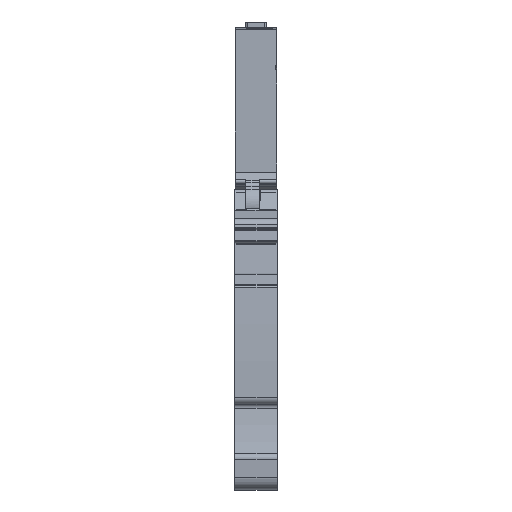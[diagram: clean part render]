
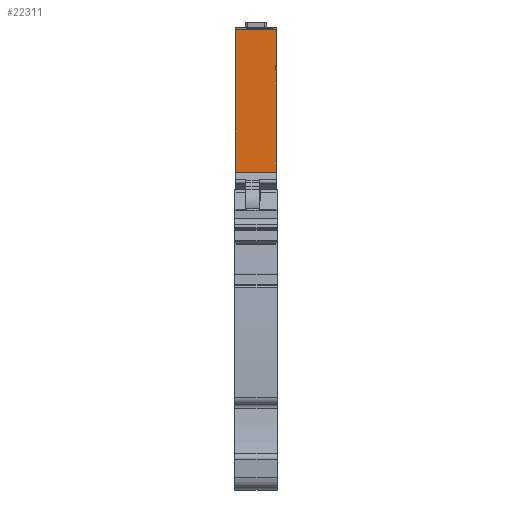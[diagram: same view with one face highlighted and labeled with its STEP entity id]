
A CAD part, front view. The second image highlights one B-rep face of the part: STEP entity #22311.
In plain terms, the highlighted planar face has unit normal (0, -1, 0).
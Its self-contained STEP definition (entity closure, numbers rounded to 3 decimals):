
#22270=AXIS2_PLACEMENT_3D('Plane Axis2P3D',#22267,#22268,#22269) ;
#20139=CARTESIAN_POINT('Vertex',(0.05,21.806,46.144)) ;
#20142=CARTESIAN_POINT('Line Origine',(0.05,21.806,56.52)) ;
#20146=CARTESIAN_POINT('Vertex',(0.05,21.806,66.896)) ;
#20525=CARTESIAN_POINT('Vertex',(6.05,21.806,66.896)) ;
#20528=CARTESIAN_POINT('Line Origine',(6.05,21.806,65.223)) ;
#20532=CARTESIAN_POINT('Vertex',(6.05,21.806,63.55)) ;
#20535=CARTESIAN_POINT('Line Origine',(6.05,21.806,63.5)) ;
#20539=CARTESIAN_POINT('Vertex',(6.05,21.806,63.45)) ;
#20542=CARTESIAN_POINT('Line Origine',(6.05,21.806,62.575)) ;
#20546=CARTESIAN_POINT('Vertex',(6.05,21.806,61.7)) ;
#20679=CARTESIAN_POINT('Vertex',(6.05,21.806,61.)) ;
#20682=CARTESIAN_POINT('Line Origine',(6.05,21.806,57.65)) ;
#20686=CARTESIAN_POINT('Vertex',(6.05,21.806,54.3)) ;
#20689=CARTESIAN_POINT('Line Origine',(6.05,21.806,50.975)) ;
#20693=CARTESIAN_POINT('Vertex',(6.05,21.806,47.65)) ;
#20696=CARTESIAN_POINT('Line Origine',(6.05,21.806,47.571)) ;
#20700=CARTESIAN_POINT('Vertex',(6.05,21.806,47.492)) ;
#20703=CARTESIAN_POINT('Line Origine',(6.05,21.806,46.818)) ;
#20707=CARTESIAN_POINT('Vertex',(6.05,21.806,46.144)) ;
#22250=CARTESIAN_POINT('Line Origine',(3.05,21.806,46.144)) ;
#22267=CARTESIAN_POINT('Axis2P3D Location',(2.9,21.806,47.65)) ;
#22272=CARTESIAN_POINT('Line Origine',(3.05,21.806,66.896)) ;
#22277=CARTESIAN_POINT('Line Origine',(6.,21.806,61.)) ;
#22281=CARTESIAN_POINT('Vertex',(5.95,21.806,61.)) ;
#22284=CARTESIAN_POINT('Line Origine',(5.95,21.806,61.35)) ;
#22288=CARTESIAN_POINT('Vertex',(5.95,21.806,61.7)) ;
#22291=CARTESIAN_POINT('Line Origine',(6.,21.806,61.7)) ;
#20143=DIRECTION('Vector Direction',(0.,0.,-1.)) ;
#20529=DIRECTION('Vector Direction',(0.,0.,-1.)) ;
#20536=DIRECTION('Vector Direction',(0.,0.,-1.)) ;
#20543=DIRECTION('Vector Direction',(0.,0.,1.)) ;
#20683=DIRECTION('Vector Direction',(0.,0.,1.)) ;
#20690=DIRECTION('Vector Direction',(0.,0.,1.)) ;
#20697=DIRECTION('Vector Direction',(0.,0.,-1.)) ;
#20704=DIRECTION('Vector Direction',(0.,0.,-1.)) ;
#22251=DIRECTION('Vector Direction',(1.,0.,0.)) ;
#22268=DIRECTION('Axis2P3D Direction',(0.,1.,0.)) ;
#22269=DIRECTION('Axis2P3D XDirection',(0.,0.,1.)) ;
#22273=DIRECTION('Vector Direction',(1.,0.,0.)) ;
#22278=DIRECTION('Vector Direction',(-1.,0.,0.)) ;
#22285=DIRECTION('Vector Direction',(0.,0.,-1.)) ;
#22292=DIRECTION('Vector Direction',(-1.,0.,0.)) ;
#20144=VECTOR('Line Direction',#20143,1.) ;
#20530=VECTOR('Line Direction',#20529,1.) ;
#20537=VECTOR('Line Direction',#20536,1.) ;
#20544=VECTOR('Line Direction',#20543,1.) ;
#20684=VECTOR('Line Direction',#20683,1.) ;
#20691=VECTOR('Line Direction',#20690,1.) ;
#20698=VECTOR('Line Direction',#20697,1.) ;
#20705=VECTOR('Line Direction',#20704,1.) ;
#22252=VECTOR('Line Direction',#22251,1.) ;
#22274=VECTOR('Line Direction',#22273,1.) ;
#22279=VECTOR('Line Direction',#22278,1.) ;
#22286=VECTOR('Line Direction',#22285,1.) ;
#22293=VECTOR('Line Direction',#22292,1.) ;
#22297=ORIENTED_EDGE('',*,*,#20541,.F.) ;
#22298=ORIENTED_EDGE('',*,*,#20534,.F.) ;
#22299=ORIENTED_EDGE('',*,*,#22276,.T.) ;
#22300=ORIENTED_EDGE('',*,*,#20148,.T.) ;
#22301=ORIENTED_EDGE('',*,*,#22254,.F.) ;
#22302=ORIENTED_EDGE('',*,*,#20709,.F.) ;
#22303=ORIENTED_EDGE('',*,*,#20702,.F.) ;
#22304=ORIENTED_EDGE('',*,*,#20695,.F.) ;
#22305=ORIENTED_EDGE('',*,*,#20688,.F.) ;
#22306=ORIENTED_EDGE('',*,*,#22283,.T.) ;
#22307=ORIENTED_EDGE('',*,*,#22290,.F.) ;
#22308=ORIENTED_EDGE('',*,*,#22295,.F.) ;
#22309=ORIENTED_EDGE('',*,*,#20548,.F.) ;
#22311=ADVANCED_FACE('MLD',(#22310),#22271,.F.) ;
#20148=EDGE_CURVE('',#20147,#20140,#20145,.T.) ;
#20534=EDGE_CURVE('',#20526,#20533,#20531,.T.) ;
#20541=EDGE_CURVE('',#20533,#20540,#20538,.T.) ;
#20548=EDGE_CURVE('',#20540,#20547,#20545,.F.) ;
#20688=EDGE_CURVE('',#20680,#20687,#20685,.F.) ;
#20695=EDGE_CURVE('',#20687,#20694,#20692,.F.) ;
#20702=EDGE_CURVE('',#20694,#20701,#20699,.T.) ;
#20709=EDGE_CURVE('',#20701,#20708,#20706,.T.) ;
#22254=EDGE_CURVE('',#20708,#20140,#22253,.F.) ;
#22276=EDGE_CURVE('',#20526,#20147,#22275,.F.) ;
#22283=EDGE_CURVE('',#20680,#22282,#22280,.T.) ;
#22290=EDGE_CURVE('',#22289,#22282,#22287,.T.) ;
#22295=EDGE_CURVE('',#20547,#22289,#22294,.T.) ;
#22296=EDGE_LOOP('',(#22297,#22298,#22299,#22300,#22301,#22302,#22303,#22304,#22305,#22306,#22307,#22308,#22309)) ;
#22310=FACE_OUTER_BOUND('',#22296,.T.) ;
#20145=LINE('Line',#20142,#20144) ;
#20531=LINE('Line',#20528,#20530) ;
#20538=LINE('Line',#20535,#20537) ;
#20545=LINE('Line',#20542,#20544) ;
#20685=LINE('Line',#20682,#20684) ;
#20692=LINE('Line',#20689,#20691) ;
#20699=LINE('Line',#20696,#20698) ;
#20706=LINE('Line',#20703,#20705) ;
#22253=LINE('Line',#22250,#22252) ;
#22275=LINE('Line',#22272,#22274) ;
#22280=LINE('Line',#22277,#22279) ;
#22287=LINE('Line',#22284,#22286) ;
#22294=LINE('Line',#22291,#22293) ;
#22271=PLANE('',#22270) ;
#20140=VERTEX_POINT('',#20139) ;
#20147=VERTEX_POINT('',#20146) ;
#20526=VERTEX_POINT('',#20525) ;
#20533=VERTEX_POINT('',#20532) ;
#20540=VERTEX_POINT('',#20539) ;
#20547=VERTEX_POINT('',#20546) ;
#20680=VERTEX_POINT('',#20679) ;
#20687=VERTEX_POINT('',#20686) ;
#20694=VERTEX_POINT('',#20693) ;
#20701=VERTEX_POINT('',#20700) ;
#20708=VERTEX_POINT('',#20707) ;
#22282=VERTEX_POINT('',#22281) ;
#22289=VERTEX_POINT('',#22288) ;
